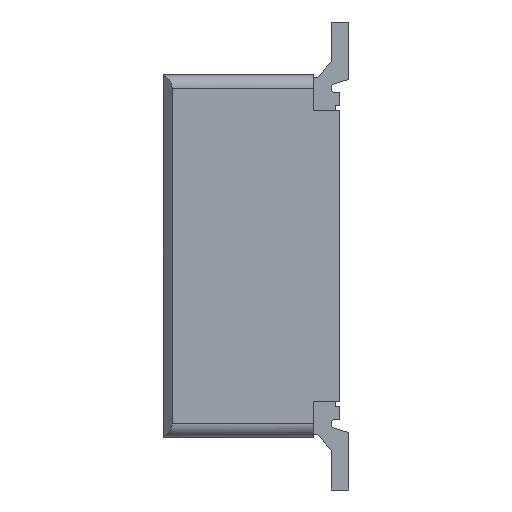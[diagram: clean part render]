
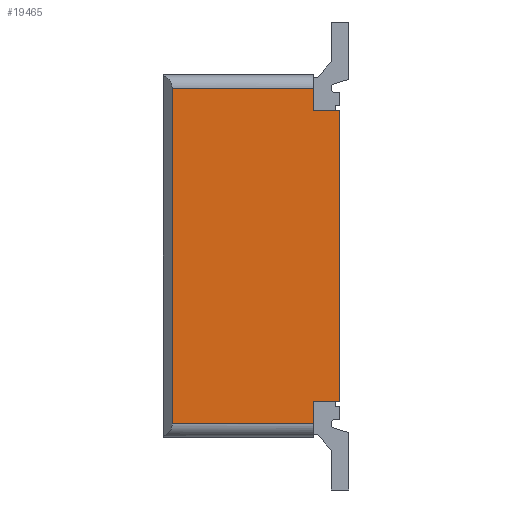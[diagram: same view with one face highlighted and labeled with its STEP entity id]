
A CAD part, left-side view. The second image highlights one B-rep face of the part: STEP entity #19465.
In plain terms, the highlighted planar face has unit normal (-1, 0, 0).
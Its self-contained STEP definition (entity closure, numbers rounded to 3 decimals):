
#1399=FACE_OUTER_BOUND('',#2293,.T.);
#2293=EDGE_LOOP('',(#15254,#15255,#15256,#15257,#15258,#15259,#15260,#15261));
#3010=LINE('',#26920,#5506);
#3013=LINE('',#26929,#5509);
#3014=LINE('',#26932,#5510);
#3015=LINE('',#26936,#5511);
#3016=LINE('',#26940,#5512);
#3112=LINE('',#27129,#5608);
#4098=LINE('',#29382,#6594);
#4103=LINE('',#29390,#6599);
#5506=VECTOR('',#21646,0.25);
#5509=VECTOR('',#21657,1.6);
#5510=VECTOR('',#21660,3.8);
#5511=VECTOR('',#21665,1.6);
#5512=VECTOR('',#21670,0.25);
#5608=VECTOR('',#21786,0.3);
#6594=VECTOR('',#23848,0.3);
#6599=VECTOR('',#23857,3.3);
#8037=VERTEX_POINT('',#26917);
#8038=VERTEX_POINT('',#26919);
#8040=VERTEX_POINT('',#26927);
#8041=VERTEX_POINT('',#26931);
#8042=VERTEX_POINT('',#26935);
#8043=VERTEX_POINT('',#26939);
#8126=VERTEX_POINT('',#27127);
#8855=VERTEX_POINT('',#29381);
#9941=EDGE_CURVE('',#8038,#8037,#3010,.T.);
#9946=EDGE_CURVE('',#8038,#8040,#3013,.T.);
#9947=EDGE_CURVE('',#8041,#8040,#3014,.T.);
#9949=EDGE_CURVE('',#8041,#8042,#3015,.T.);
#9951=EDGE_CURVE('',#8042,#8043,#3016,.T.);
#10047=EDGE_CURVE('',#8126,#8037,#3112,.T.);
#11212=EDGE_CURVE('',#8855,#8043,#4098,.T.);
#11217=EDGE_CURVE('',#8855,#8126,#4103,.T.);
#15254=ORIENTED_EDGE('',*,*,#9947,.T.);
#15255=ORIENTED_EDGE('',*,*,#9946,.F.);
#15256=ORIENTED_EDGE('',*,*,#9941,.T.);
#15257=ORIENTED_EDGE('',*,*,#10047,.F.);
#15258=ORIENTED_EDGE('',*,*,#11217,.F.);
#15259=ORIENTED_EDGE('',*,*,#11212,.T.);
#15260=ORIENTED_EDGE('',*,*,#9951,.F.);
#15261=ORIENTED_EDGE('',*,*,#9949,.F.);
#18670=PLANE('',#20609);
#19465=ADVANCED_FACE('',(#1399),#18670,.T.);
#20609=AXIS2_PLACEMENT_3D('',#29393,#23862,#23863);
#21646=DIRECTION('',(0.,0.,1.));
#21657=DIRECTION('',(0.,1.,0.));
#21660=DIRECTION('',(0.,0.,-1.));
#21665=DIRECTION('',(0.,-1.,0.));
#21670=DIRECTION('',(0.,0.,-1.));
#21786=DIRECTION('',(0.,1.,0.));
#23848=DIRECTION('',(0.,1.,0.));
#23857=DIRECTION('',(0.,0.,-1.));
#23862=DIRECTION('center_axis',(-1.,0.,0.));
#23863=DIRECTION('ref_axis',(0.,-1.,0.));
#26917=CARTESIAN_POINT('',(-3.3,-0.7,-1.65));
#26919=CARTESIAN_POINT('',(-3.3,-0.7,-1.9));
#26920=CARTESIAN_POINT('',(-3.3,-0.7,-1.9));
#26927=CARTESIAN_POINT('',(-3.3,0.9,-1.9));
#26929=CARTESIAN_POINT('',(-3.3,-0.7,-1.9));
#26931=CARTESIAN_POINT('',(-3.3,0.9,1.9));
#26932=CARTESIAN_POINT('',(-3.3,0.9,1.9));
#26935=CARTESIAN_POINT('',(-3.3,-0.7,1.9));
#26936=CARTESIAN_POINT('',(-3.3,0.9,1.9));
#26939=CARTESIAN_POINT('',(-3.3,-0.7,1.65));
#26940=CARTESIAN_POINT('',(-3.3,-0.7,1.9));
#27127=CARTESIAN_POINT('',(-3.3,-1.,-1.65));
#27129=CARTESIAN_POINT('',(-3.3,-1.,-1.65));
#29381=CARTESIAN_POINT('',(-3.3,-1.,1.65));
#29382=CARTESIAN_POINT('',(-3.3,-1.,1.65));
#29390=CARTESIAN_POINT('',(-3.3,-1.,1.65));
#29393=CARTESIAN_POINT('Origin',(-3.3,1.,2.05));
